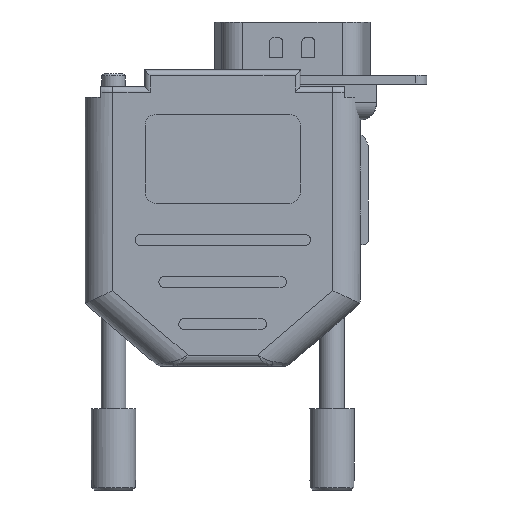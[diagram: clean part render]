
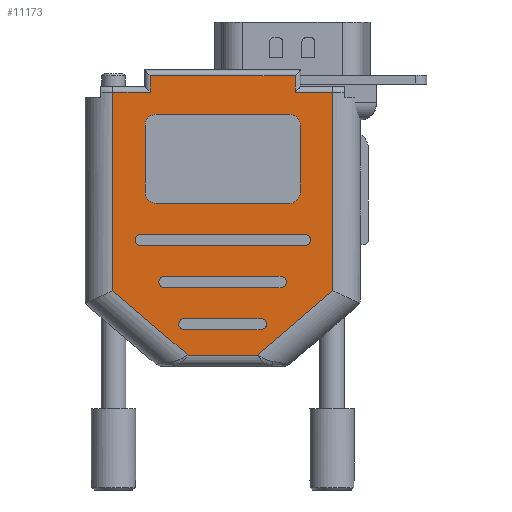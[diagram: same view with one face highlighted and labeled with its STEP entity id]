
A CAD part, front view. The second image highlights one B-rep face of the part: STEP entity #11173.
In plain terms, the highlighted face is planar.
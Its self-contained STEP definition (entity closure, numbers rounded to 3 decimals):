
#543=FACE_BOUND('',#2196,.T.);
#544=FACE_BOUND('',#2197,.T.);
#545=FACE_BOUND('',#2198,.T.);
#546=FACE_BOUND('',#2199,.T.);
#990=PLANE('',#12144);
#1543=FACE_OUTER_BOUND('',#2195,.T.);
#2195=EDGE_LOOP('',(#10005,#10006,#10007,#10008,#10009,#10010,#10011,#10012,
#10013,#10014));
#2196=EDGE_LOOP('',(#10015,#10016,#10017,#10018));
#2197=EDGE_LOOP('',(#10019,#10020,#10021,#10022));
#2198=EDGE_LOOP('',(#10023,#10024,#10025,#10026));
#2199=EDGE_LOOP('',(#10027,#10028,#10029,#10030,#10031,#10032,#10033,#10034));
#3340=LINE('',#18549,#4508);
#3375=LINE('',#18788,#4543);
#3376=LINE('',#18790,#4544);
#3377=LINE('',#18792,#4545);
#3378=LINE('',#18794,#4546);
#3379=LINE('',#18796,#4547);
#3380=LINE('',#18797,#4548);
#3381=LINE('',#18799,#4549);
#3382=LINE('',#18801,#4550);
#3383=LINE('',#18802,#4551);
#3384=LINE('',#18804,#4552);
#3385=LINE('',#18806,#4553);
#3386=LINE('',#18809,#4554);
#3387=LINE('',#18811,#4555);
#3388=LINE('',#18814,#4556);
#3389=LINE('',#18816,#4557);
#3390=LINE('',#18820,#4558);
#3391=LINE('',#18824,#4559);
#3392=LINE('',#18828,#4560);
#3393=LINE('',#18832,#4561);
#4508=VECTOR('',#14801,1000.);
#4543=VECTOR('',#14890,1000.);
#4544=VECTOR('',#14891,1000.);
#4545=VECTOR('',#14892,1000.);
#4546=VECTOR('',#14893,1000.);
#4547=VECTOR('',#14894,1000.);
#4548=VECTOR('',#14895,1000.);
#4549=VECTOR('',#14896,1000.);
#4550=VECTOR('',#14897,1000.);
#4551=VECTOR('',#14898,1000.);
#4552=VECTOR('',#14899,1000.);
#4553=VECTOR('',#14900,1000.);
#4554=VECTOR('',#14903,1000.);
#4555=VECTOR('',#14904,1000.);
#4556=VECTOR('',#14907,1000.);
#4557=VECTOR('',#14908,1000.);
#4558=VECTOR('',#14911,1000.);
#4559=VECTOR('',#14914,1000.);
#4560=VECTOR('',#14917,1000.);
#4561=VECTOR('',#14920,1000.);
#4827=CIRCLE('',#12020,0.635);
#4829=CIRCLE('',#12023,0.635);
#4831=CIRCLE('',#12026,0.635);
#4891=CIRCLE('',#12145,0.635);
#4892=CIRCLE('',#12146,0.635);
#4893=CIRCLE('',#12147,0.635);
#4894=CIRCLE('',#12148,1.27);
#4895=CIRCLE('',#12149,1.27);
#4896=CIRCLE('',#12150,1.27);
#4897=CIRCLE('',#12151,1.27);
#5650=VERTEX_POINT('',#18092);
#5651=VERTEX_POINT('',#18094);
#5654=VERTEX_POINT('',#18101);
#5655=VERTEX_POINT('',#18103);
#5658=VERTEX_POINT('',#18110);
#5659=VERTEX_POINT('',#18112);
#5816=VERTEX_POINT('',#18546);
#5817=VERTEX_POINT('',#18548);
#5845=VERTEX_POINT('',#18786);
#5846=VERTEX_POINT('',#18787);
#5847=VERTEX_POINT('',#18789);
#5848=VERTEX_POINT('',#18791);
#5849=VERTEX_POINT('',#18793);
#5850=VERTEX_POINT('',#18795);
#5851=VERTEX_POINT('',#18798);
#5852=VERTEX_POINT('',#18800);
#5853=VERTEX_POINT('',#18803);
#5854=VERTEX_POINT('',#18805);
#5855=VERTEX_POINT('',#18808);
#5856=VERTEX_POINT('',#18810);
#5857=VERTEX_POINT('',#18813);
#5858=VERTEX_POINT('',#18815);
#5859=VERTEX_POINT('',#18818);
#5860=VERTEX_POINT('',#18819);
#5861=VERTEX_POINT('',#18821);
#5862=VERTEX_POINT('',#18823);
#5863=VERTEX_POINT('',#18825);
#5864=VERTEX_POINT('',#18827);
#5865=VERTEX_POINT('',#18829);
#5866=VERTEX_POINT('',#18831);
#7028=EDGE_CURVE('',#5650,#5651,#4827,.T.);
#7032=EDGE_CURVE('',#5654,#5655,#4829,.T.);
#7036=EDGE_CURVE('',#5658,#5659,#4831,.T.);
#7230=EDGE_CURVE('',#5817,#5816,#3340,.T.);
#7283=EDGE_CURVE('',#5845,#5846,#3375,.T.);
#7284=EDGE_CURVE('',#5846,#5847,#3376,.T.);
#7285=EDGE_CURVE('',#5847,#5848,#3377,.T.);
#7286=EDGE_CURVE('',#5848,#5849,#3378,.T.);
#7287=EDGE_CURVE('',#5849,#5850,#3379,.T.);
#7288=EDGE_CURVE('',#5850,#5817,#3380,.T.);
#7289=EDGE_CURVE('',#5816,#5851,#3381,.T.);
#7290=EDGE_CURVE('',#5851,#5852,#3382,.T.);
#7291=EDGE_CURVE('',#5852,#5845,#3383,.T.);
#7292=EDGE_CURVE('',#5651,#5853,#3384,.T.);
#7293=EDGE_CURVE('',#5854,#5650,#3385,.T.);
#7294=EDGE_CURVE('',#5853,#5854,#4891,.T.);
#7295=EDGE_CURVE('',#5655,#5855,#3386,.T.);
#7296=EDGE_CURVE('',#5856,#5654,#3387,.T.);
#7297=EDGE_CURVE('',#5855,#5856,#4892,.T.);
#7298=EDGE_CURVE('',#5659,#5857,#3388,.T.);
#7299=EDGE_CURVE('',#5858,#5658,#3389,.T.);
#7300=EDGE_CURVE('',#5857,#5858,#4893,.T.);
#7301=EDGE_CURVE('',#5859,#5860,#3390,.T.);
#7302=EDGE_CURVE('',#5861,#5859,#4894,.T.);
#7303=EDGE_CURVE('',#5862,#5861,#3391,.T.);
#7304=EDGE_CURVE('',#5863,#5862,#4895,.T.);
#7305=EDGE_CURVE('',#5864,#5863,#3392,.T.);
#7306=EDGE_CURVE('',#5865,#5864,#4896,.T.);
#7307=EDGE_CURVE('',#5866,#5865,#3393,.T.);
#7308=EDGE_CURVE('',#5860,#5866,#4897,.T.);
#10005=ORIENTED_EDGE('',*,*,#7283,.T.);
#10006=ORIENTED_EDGE('',*,*,#7284,.T.);
#10007=ORIENTED_EDGE('',*,*,#7285,.T.);
#10008=ORIENTED_EDGE('',*,*,#7286,.T.);
#10009=ORIENTED_EDGE('',*,*,#7287,.T.);
#10010=ORIENTED_EDGE('',*,*,#7288,.T.);
#10011=ORIENTED_EDGE('',*,*,#7230,.T.);
#10012=ORIENTED_EDGE('',*,*,#7289,.T.);
#10013=ORIENTED_EDGE('',*,*,#7290,.T.);
#10014=ORIENTED_EDGE('',*,*,#7291,.T.);
#10015=ORIENTED_EDGE('',*,*,#7292,.F.);
#10016=ORIENTED_EDGE('',*,*,#7028,.F.);
#10017=ORIENTED_EDGE('',*,*,#7293,.F.);
#10018=ORIENTED_EDGE('',*,*,#7294,.F.);
#10019=ORIENTED_EDGE('',*,*,#7295,.F.);
#10020=ORIENTED_EDGE('',*,*,#7032,.F.);
#10021=ORIENTED_EDGE('',*,*,#7296,.F.);
#10022=ORIENTED_EDGE('',*,*,#7297,.F.);
#10023=ORIENTED_EDGE('',*,*,#7298,.F.);
#10024=ORIENTED_EDGE('',*,*,#7036,.F.);
#10025=ORIENTED_EDGE('',*,*,#7299,.F.);
#10026=ORIENTED_EDGE('',*,*,#7300,.F.);
#10027=ORIENTED_EDGE('',*,*,#7301,.F.);
#10028=ORIENTED_EDGE('',*,*,#7302,.F.);
#10029=ORIENTED_EDGE('',*,*,#7303,.F.);
#10030=ORIENTED_EDGE('',*,*,#7304,.F.);
#10031=ORIENTED_EDGE('',*,*,#7305,.F.);
#10032=ORIENTED_EDGE('',*,*,#7306,.F.);
#10033=ORIENTED_EDGE('',*,*,#7307,.F.);
#10034=ORIENTED_EDGE('',*,*,#7308,.F.);
#11173=ADVANCED_FACE('',(#1543,#543,#544,#545,#546),#990,.F.);
#12020=AXIS2_PLACEMENT_3D('',#18095,#14471,#14472);
#12023=AXIS2_PLACEMENT_3D('',#18104,#14479,#14480);
#12026=AXIS2_PLACEMENT_3D('',#18113,#14487,#14488);
#12144=AXIS2_PLACEMENT_3D('',#18785,#14888,#14889);
#12145=AXIS2_PLACEMENT_3D('',#18807,#14901,#14902);
#12146=AXIS2_PLACEMENT_3D('',#18812,#14905,#14906);
#12147=AXIS2_PLACEMENT_3D('',#18817,#14909,#14910);
#12148=AXIS2_PLACEMENT_3D('',#18822,#14912,#14913);
#12149=AXIS2_PLACEMENT_3D('',#18826,#14915,#14916);
#12150=AXIS2_PLACEMENT_3D('',#18830,#14918,#14919);
#12151=AXIS2_PLACEMENT_3D('',#18833,#14921,#14922);
#14471=DIRECTION('center_axis',(0.,0.,-1.));
#14472=DIRECTION('ref_axis',(-1.,0.,0.));
#14479=DIRECTION('center_axis',(0.,0.,-1.));
#14480=DIRECTION('ref_axis',(-1.,0.,0.));
#14487=DIRECTION('center_axis',(0.,0.,-1.));
#14488=DIRECTION('ref_axis',(-1.,0.,0.));
#14801=DIRECTION('',(0.,-1.,0.));
#14888=DIRECTION('center_axis',(0.,0.,1.));
#14889=DIRECTION('ref_axis',(1.,0.,0.));
#14890=DIRECTION('',(0.,1.,0.));
#14891=DIRECTION('',(-1.,0.,0.));
#14892=DIRECTION('',(0.,1.,0.));
#14893=DIRECTION('',(0.759,0.651,0.));
#14894=DIRECTION('',(1.,0.,0.));
#14895=DIRECTION('',(0.759,-0.651,0.));
#14896=DIRECTION('',(-1.,0.,0.));
#14897=DIRECTION('',(0.,-1.,0.));
#14898=DIRECTION('',(-1.,0.,0.));
#14899=DIRECTION('',(1.,0.,0.));
#14900=DIRECTION('',(-1.,0.,0.));
#14901=DIRECTION('center_axis',(0.,0.,-1.));
#14902=DIRECTION('ref_axis',(-1.,0.,0.));
#14903=DIRECTION('',(1.,0.,0.));
#14904=DIRECTION('',(-1.,0.,0.));
#14905=DIRECTION('center_axis',(0.,0.,-1.));
#14906=DIRECTION('ref_axis',(-1.,0.,0.));
#14907=DIRECTION('',(1.,0.,0.));
#14908=DIRECTION('',(-1.,0.,0.));
#14909=DIRECTION('center_axis',(0.,0.,-1.));
#14910=DIRECTION('ref_axis',(-1.,0.,0.));
#14911=DIRECTION('',(1.,0.,0.));
#14912=DIRECTION('center_axis',(0.,0.,-1.));
#14913=DIRECTION('ref_axis',(-1.,0.,0.));
#14914=DIRECTION('',(0.,1.,0.));
#14915=DIRECTION('center_axis',(0.,0.,-1.));
#14916=DIRECTION('ref_axis',(-1.,0.,0.));
#14917=DIRECTION('',(-1.,0.,0.));
#14918=DIRECTION('center_axis',(0.,0.,-1.));
#14919=DIRECTION('ref_axis',(-1.,0.,0.));
#14920=DIRECTION('',(0.,-1.,0.));
#14921=DIRECTION('center_axis',(0.,0.,-1.));
#14922=DIRECTION('ref_axis',(-1.,0.,0.));
#18092=CARTESIAN_POINT('',(-9.398,18.796,0.));
#18094=CARTESIAN_POINT('',(-9.398,20.066,0.));
#18095=CARTESIAN_POINT('Origin',(-9.398,19.431,0.));
#18101=CARTESIAN_POINT('',(-6.668,23.622,0.));
#18103=CARTESIAN_POINT('',(-6.668,24.892,0.));
#18104=CARTESIAN_POINT('Origin',(-6.668,24.257,0.));
#18110=CARTESIAN_POINT('',(-4.382,28.448,0.));
#18112=CARTESIAN_POINT('',(-4.382,29.718,0.));
#18113=CARTESIAN_POINT('Origin',(-4.382,29.083,0.));
#18546=CARTESIAN_POINT('',(12.573,2.54,0.));
#18548=CARTESIAN_POINT('',(12.573,25.246,0.));
#18549=CARTESIAN_POINT('',(12.573,26.286,0.));
#18785=CARTESIAN_POINT('Origin',(-14.834,26.286,0.));
#18786=CARTESIAN_POINT('',(-8.293,0.635,0.));
#18787=CARTESIAN_POINT('',(-8.293,2.54,0.));
#18788=CARTESIAN_POINT('',(-8.293,26.286,0.));
#18789=CARTESIAN_POINT('',(-12.573,2.54,0.));
#18790=CARTESIAN_POINT('',(-14.834,2.54,0.));
#18791=CARTESIAN_POINT('',(-12.573,25.246,0.));
#18792=CARTESIAN_POINT('',(-12.573,26.286,0.));
#18793=CARTESIAN_POINT('',(-3.97,32.626,0.));
#18794=CARTESIAN_POINT('',(-13.362,24.57,0.));
#18795=CARTESIAN_POINT('',(3.97,32.626,0.));
#18796=CARTESIAN_POINT('',(-14.834,32.626,0.));
#18797=CARTESIAN_POINT('',(-3.729,39.231,0.));
#18798=CARTESIAN_POINT('',(8.293,2.54,0.));
#18799=CARTESIAN_POINT('',(-14.834,2.54,0.));
#18800=CARTESIAN_POINT('',(8.293,0.635,0.));
#18801=CARTESIAN_POINT('',(8.293,26.286,0.));
#18802=CARTESIAN_POINT('',(-14.834,0.635,0.));
#18803=CARTESIAN_POINT('',(9.398,20.066,0.));
#18804=CARTESIAN_POINT('',(-9.398,20.066,0.));
#18805=CARTESIAN_POINT('',(9.398,18.796,0.));
#18806=CARTESIAN_POINT('',(-9.398,18.796,0.));
#18807=CARTESIAN_POINT('Origin',(9.398,19.431,0.));
#18808=CARTESIAN_POINT('',(6.668,24.892,0.));
#18809=CARTESIAN_POINT('',(-6.668,24.892,0.));
#18810=CARTESIAN_POINT('',(6.668,23.622,0.));
#18811=CARTESIAN_POINT('',(-6.668,23.622,0.));
#18812=CARTESIAN_POINT('Origin',(6.668,24.257,0.));
#18813=CARTESIAN_POINT('',(4.382,29.718,0.));
#18814=CARTESIAN_POINT('',(-4.382,29.718,0.));
#18815=CARTESIAN_POINT('',(4.382,28.448,0.));
#18816=CARTESIAN_POINT('',(-4.382,28.448,0.));
#18817=CARTESIAN_POINT('Origin',(4.382,29.083,0.));
#18818=CARTESIAN_POINT('',(-7.62,15.24,0.));
#18819=CARTESIAN_POINT('',(7.62,15.24,0.));
#18820=CARTESIAN_POINT('',(7.62,15.24,0.));
#18821=CARTESIAN_POINT('',(-8.89,13.97,0.));
#18822=CARTESIAN_POINT('Origin',(-7.62,13.97,0.));
#18823=CARTESIAN_POINT('',(-8.89,6.35,0.));
#18824=CARTESIAN_POINT('',(-8.89,13.97,0.));
#18825=CARTESIAN_POINT('',(-7.62,5.08,0.));
#18826=CARTESIAN_POINT('Origin',(-7.62,6.35,0.));
#18827=CARTESIAN_POINT('',(7.62,5.08,0.));
#18828=CARTESIAN_POINT('',(7.62,5.08,0.));
#18829=CARTESIAN_POINT('',(8.89,6.35,0.));
#18830=CARTESIAN_POINT('Origin',(7.62,6.35,0.));
#18831=CARTESIAN_POINT('',(8.89,13.97,0.));
#18832=CARTESIAN_POINT('',(8.89,13.97,0.));
#18833=CARTESIAN_POINT('Origin',(7.62,13.97,0.));
